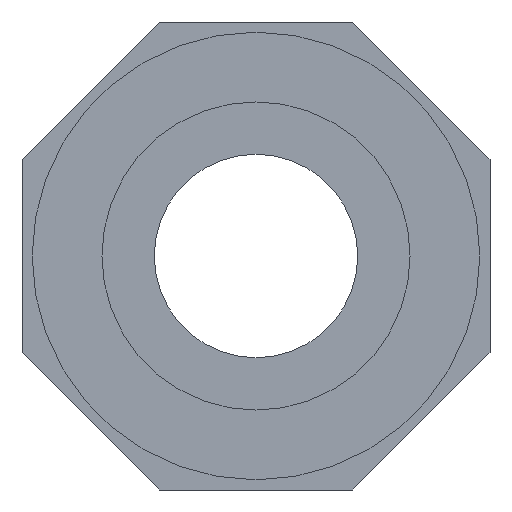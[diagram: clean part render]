
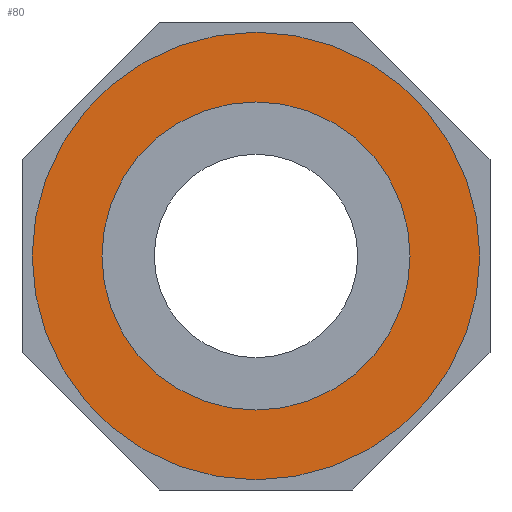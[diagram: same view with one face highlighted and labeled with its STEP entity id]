
A CAD part, left-side view. The second image highlights one B-rep face of the part: STEP entity #80.
In plain terms, the highlighted planar face has unit normal (-1, 0, 0).
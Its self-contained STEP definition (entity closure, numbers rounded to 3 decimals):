
#80=ADVANCED_FACE('',(#169,#170),#171,.T.);
#169=FACE_OUTER_BOUND('',#265,.T.);
#170=FACE_BOUND('',#266,.T.);
#171=PLANE('',#267);
#265=EDGE_LOOP('',(#422,#423));
#266=EDGE_LOOP('',(#424,#425));
#267=AXIS2_PLACEMENT_3D('',#426,#427,#428);
#422=ORIENTED_EDGE('',*,*,#570,.T.);
#423=ORIENTED_EDGE('',*,*,#565,.T.);
#424=ORIENTED_EDGE('',*,*,#577,.T.);
#425=ORIENTED_EDGE('',*,*,#560,.T.);
#426=CARTESIAN_POINT('',(-51.2,0.0,0.0));
#427=DIRECTION('',(-1.0,0.0,0.0));
#428=DIRECTION('',(0.0,0.0,-1.0));
#560=EDGE_CURVE('',#666,#663,#667,.T.);
#565=EDGE_CURVE('',#675,#672,#676,.T.);
#570=EDGE_CURVE('',#672,#675,#682,.T.);
#577=EDGE_CURVE('',#663,#666,#689,.T.);
#663=VERTEX_POINT('',#799);
#666=VERTEX_POINT('',#803);
#667=CIRCLE('',#804,15.145);
#672=VERTEX_POINT('',#810);
#675=VERTEX_POINT('',#814);
#676=CIRCLE('',#815,22.0);
#682=CIRCLE('',#822,22.0);
#689=CIRCLE('',#829,15.145);
#799=CARTESIAN_POINT('',(-51.2,0.0,15.145));
#803=CARTESIAN_POINT('',(-51.2,0.,-15.145));
#804=AXIS2_PLACEMENT_3D('',#951,#952,#953);
#810=CARTESIAN_POINT('',(-51.2,0.0,22.0));
#814=CARTESIAN_POINT('',(-51.2,0.,-22.0));
#815=AXIS2_PLACEMENT_3D('',#959,#960,#961);
#822=AXIS2_PLACEMENT_3D('',#969,#970,#971);
#829=AXIS2_PLACEMENT_3D('',#981,#982,#983);
#951=CARTESIAN_POINT('',(-51.2,0.0,0.0));
#952=DIRECTION('',(1.0,0.0,-0.0));
#953=DIRECTION('',(0.0,0.0,1.0));
#959=CARTESIAN_POINT('',(-51.2,0.0,0.0));
#960=DIRECTION('',(-1.0,0.0,0.0));
#961=DIRECTION('',(0.0,0.0,1.0));
#969=CARTESIAN_POINT('',(-51.2,0.0,0.0));
#970=DIRECTION('',(-1.0,0.0,0.0));
#971=DIRECTION('',(0.0,0.0,1.0));
#981=CARTESIAN_POINT('',(-51.2,0.0,0.0));
#982=DIRECTION('',(1.0,0.0,-0.0));
#983=DIRECTION('',(0.0,0.0,1.0));
